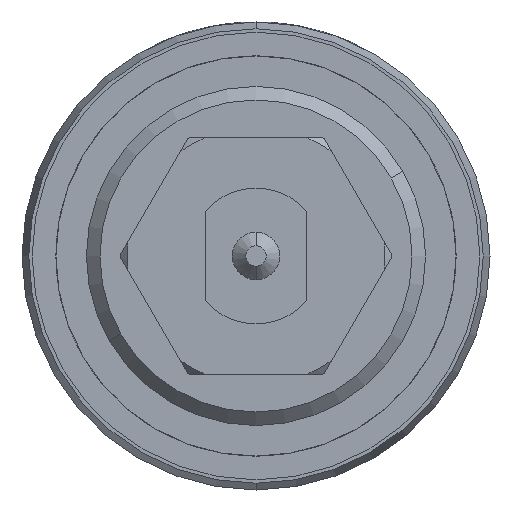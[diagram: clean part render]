
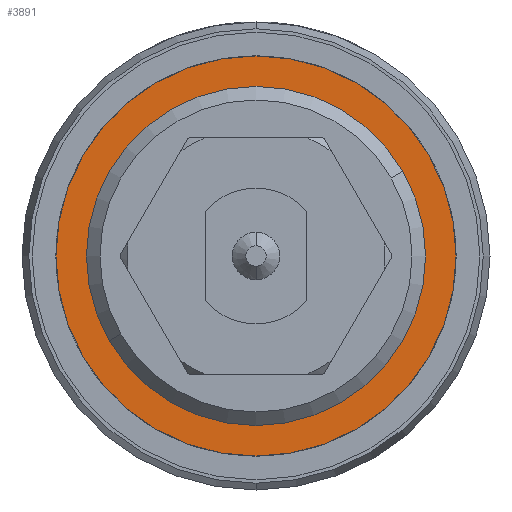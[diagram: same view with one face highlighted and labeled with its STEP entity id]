
A CAD part, front view. The second image highlights one B-rep face of the part: STEP entity #3891.
In plain terms, the highlighted planar face has unit normal (0, -1, 0).
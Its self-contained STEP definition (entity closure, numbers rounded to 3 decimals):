
#172 = DIRECTION ( 'NONE',  ( 0., 1., 0. ) ) ;
#288 = CARTESIAN_POINT ( 'NONE',  ( -2.555, -16., -1.475 ) ) ;
#308 = DIRECTION ( 'NONE',  ( -0.866, 0., -0.5 ) ) ;
#994 = ORIENTED_EDGE ( 'NONE', *, *, #8259, .F. ) ;
#1079 = CARTESIAN_POINT ( 'NONE',  ( 0., -16., 0. ) ) ;
#1128 = CARTESIAN_POINT ( 'NONE',  ( 0., -16., 0. ) ) ;
#1187 = DIRECTION ( 'NONE',  ( -0.866, 0., -0.5 ) ) ;
#1380 = DIRECTION ( 'NONE',  ( 0., 1., 0. ) ) ;
#1415 = CIRCLE ( 'NONE', #5144, 2.5 ) ;
#1700 = VERTEX_POINT ( 'NONE', #5511 ) ;
#1809 = DIRECTION ( 'NONE',  ( -0.866, 0., -0.5 ) ) ;
#2027 = AXIS2_PLACEMENT_3D ( 'NONE', #1079, #9186, #1187 ) ;
#2140 = VERTEX_POINT ( 'NONE', #6279 ) ;
#2409 = EDGE_CURVE ( 'NONE', #10463, #2140, #5755, .T. ) ;
#2514 = ORIENTED_EDGE ( 'NONE', *, *, #5224, .T. ) ;
#2747 = CARTESIAN_POINT ( 'NONE',  ( 0., -16., 0. ) ) ;
#2770 = DIRECTION ( 'NONE',  ( 0., 1., 0. ) ) ;
#3604 = ORIENTED_EDGE ( 'NONE', *, *, #4947, .T. ) ;
#3872 = CARTESIAN_POINT ( 'NONE',  ( 0., -16., 0. ) ) ;
#3891 = ADVANCED_FACE ( 'Defeature ausgef�hrt3_10', ( #8977, #5843 ), #9926, .F. ) ;
#4531 = CARTESIAN_POINT ( 'NONE',  ( 2.165, -16., 1.25 ) ) ;
#4599 = EDGE_LOOP ( 'NONE', ( #3604, #2514 ) ) ;
#4621 = DIRECTION ( 'NONE',  ( -0.866, 0., -0.5 ) ) ;
#4947 = EDGE_CURVE ( 'NONE', #1700, #6696, #8698, .T. ) ;
#5144 = AXIS2_PLACEMENT_3D ( 'NONE', #1128, #2770, #9034 ) ;
#5224 = EDGE_CURVE ( 'NONE', #6696, #1700, #1415, .T. ) ;
#5511 = CARTESIAN_POINT ( 'NONE',  ( -2.165, -16., -1.25 ) ) ;
#5755 = CIRCLE ( 'NONE', #2027, 2.95 ) ;
#5843 = FACE_BOUND ( 'NONE', #4599, .T. ) ;
#6279 = CARTESIAN_POINT ( 'NONE',  ( 2.555, -16., 1.475 ) ) ;
#6300 = ORIENTED_EDGE ( 'NONE', *, *, #2409, .F. ) ;
#6463 = AXIS2_PLACEMENT_3D ( 'NONE', #9079, #172, #1809 ) ;
#6696 = VERTEX_POINT ( 'NONE', #4531 ) ;
#8259 = EDGE_CURVE ( 'NONE', #2140, #10463, #10452, .T. ) ;
#8366 = DIRECTION ( 'NONE',  ( 0., 1., 0. ) ) ;
#8589 = AXIS2_PLACEMENT_3D ( 'NONE', #3872, #1380, #4621 ) ;
#8698 = CIRCLE ( 'NONE', #10222, 2.5 ) ;
#8977 = FACE_OUTER_BOUND ( 'NONE', #10304, .T. ) ;
#9034 = DIRECTION ( 'NONE',  ( -0.866, 0., -0.5 ) ) ;
#9079 = CARTESIAN_POINT ( 'NONE',  ( 2.165, -16., 1.25 ) ) ;
#9186 = DIRECTION ( 'NONE',  ( 0., 1., 0. ) ) ;
#9926 = PLANE ( 'NONE',  #6463 ) ;
#10222 = AXIS2_PLACEMENT_3D ( 'NONE', #2747, #8366, #308 ) ;
#10304 = EDGE_LOOP ( 'NONE', ( #6300, #994 ) ) ;
#10452 = CIRCLE ( 'NONE', #8589, 2.95 ) ;
#10463 = VERTEX_POINT ( 'NONE', #288 ) ;
